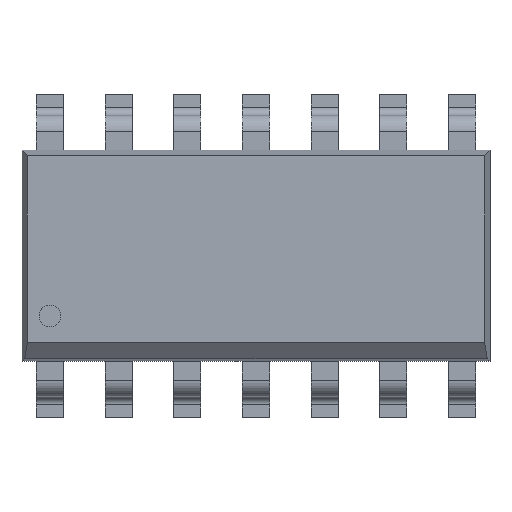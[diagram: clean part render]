
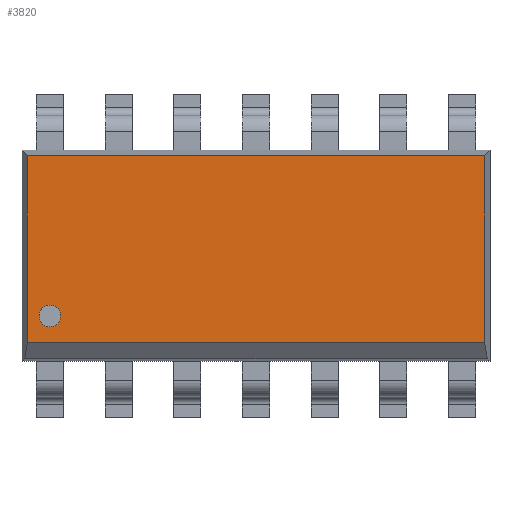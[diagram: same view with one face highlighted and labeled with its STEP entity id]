
A CAD part, top view. The second image highlights one B-rep face of the part: STEP entity #3820.
In plain terms, the highlighted planar face has unit normal (0, 0, 1).
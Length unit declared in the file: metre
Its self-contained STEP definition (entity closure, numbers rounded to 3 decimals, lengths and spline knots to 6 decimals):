
#219=CIRCLE('',#4341,0.0002);
#1245=ORIENTED_EDGE('',*,*,#1811,.T.);
#1246=ORIENTED_EDGE('',*,*,#1812,.T.);
#1247=ORIENTED_EDGE('',*,*,#1813,.T.);
#1248=ORIENTED_EDGE('',*,*,#1814,.T.);
#1249=ORIENTED_EDGE('',*,*,#1815,.T.);
#1811=EDGE_CURVE('',#2176,#2176,#219,.F.);
#1812=EDGE_CURVE('',#2177,#2178,#2592,.T.);
#1813=EDGE_CURVE('',#2178,#2179,#2593,.T.);
#1814=EDGE_CURVE('',#2179,#2180,#2594,.T.);
#1815=EDGE_CURVE('',#2180,#2177,#2595,.T.);
#2176=VERTEX_POINT('',#6539);
#2177=VERTEX_POINT('',#6541);
#2178=VERTEX_POINT('',#6542);
#2179=VERTEX_POINT('',#6544);
#2180=VERTEX_POINT('',#6546);
#2592=LINE('',#6540,#3015);
#2593=LINE('',#6543,#3016);
#2594=LINE('',#6545,#3017);
#2595=LINE('',#6547,#3018);
#3015=VECTOR('',#5417,1.);
#3016=VECTOR('',#5418,1.);
#3017=VECTOR('',#5419,1.);
#3018=VECTOR('',#5420,1.);
#3234=EDGE_LOOP('',(#1245));
#3235=EDGE_LOOP('',(#1246,#1247,#1248,#1249));
#3449=FACE_BOUND('',#3234,.T.);
#3450=FACE_BOUND('',#3235,.T.);
#3608=PLANE('',#4340);
#3820=ADVANCED_FACE('',(#3449,#3450),#3608,.T.);
#4340=AXIS2_PLACEMENT_3D('',#6537,#5413,#5414);
#4341=AXIS2_PLACEMENT_3D('',#6538,#5415,#5416);
#5413=DIRECTION('',(0.,0.,1.));
#5414=DIRECTION('',(1.,0.,0.));
#5415=DIRECTION('',(0.,0.,1.));
#5416=DIRECTION('',(1.,0.,0.));
#5417=DIRECTION('',(0.,-1.,0.));
#5418=DIRECTION('',(1.,0.,0.));
#5419=DIRECTION('',(0.,1.,0.));
#5420=DIRECTION('',(-1.,0.,0.));
#6537=CARTESIAN_POINT('',(0.,0.,0.00135));
#6538=CARTESIAN_POINT('',(-0.00381,-0.00111,0.00135));
#6539=CARTESIAN_POINT('',(-0.00361,-0.00111,0.00135));
#6540=CARTESIAN_POINT('',(-0.004225,-0.00195,0.00135));
#6541=CARTESIAN_POINT('',(-0.004225,0.00185,0.00135));
#6542=CARTESIAN_POINT('',(-0.004225,-0.0016,0.00135));
#6543=CARTESIAN_POINT('',(0.,-0.0016,0.00135));
#6544=CARTESIAN_POINT('',(0.004225,-0.0016,0.00135));
#6545=CARTESIAN_POINT('',(0.004225,0.,0.00135));
#6546=CARTESIAN_POINT('',(0.004225,0.00185,0.00135));
#6547=CARTESIAN_POINT('',(0.,0.00185,0.00135));
